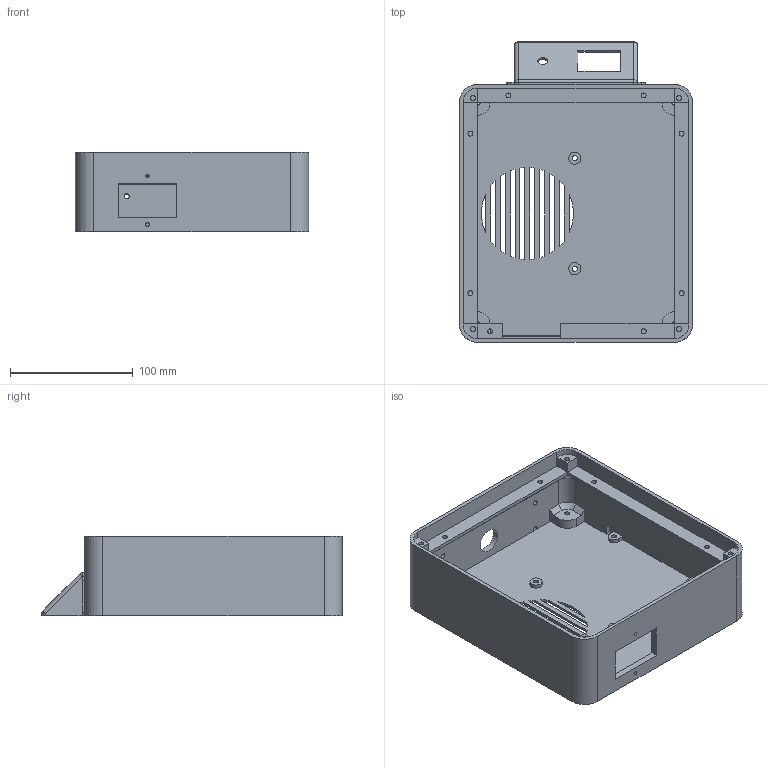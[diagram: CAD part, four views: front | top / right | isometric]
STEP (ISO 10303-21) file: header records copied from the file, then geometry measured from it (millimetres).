
FILE_DESCRIPTION(/* description */ (''),/* implementation_level */ '2;1');
FILE_NAME(/* name */ 'Solder Reflow Hot Plate Base.step',/* time_stamp */ '2023-03-03T15:32:12-07:00',/* author */ (''),/* organization */ (''),/* preprocessor_version */ 'ST-DEVELOPER v19.2',/* originating_system */ 'Autodesk Translation Framework v11.17.0.187',/* authorisation */ '');
FILE_SCHEMA (('AUTOMOTIVE_DESIGN { 1 0 10303 214 3 1 1 }'));
Length unit declared in the file: millimetre
Products named in the file (2): Solder Reflow Hot Plate Base; Solder Reflow Hot Plate Base_1
Assembly tree (1 placements, depth 2):
  Solder Reflow Hot Plate Base
    Solder Reflow Hot Plate Base_1
Bounding box: 190 x 245 x 65 mm (x, y, z)
Volume: 359329.5 mm3; surface area: 203008.1 mm2
Topology: 3 solids, 3 shells, 275 faces, 726 edges, 464 vertices
Faces by surface type: plane 157, cylinder 102, cone 8, sphere 8
Full cylindrical faces by diameter (mm): 2.8 x2, 3.8 x8, 4.1 x24, 8 x1, 10 x2, 20 x1
Entity records: 8691 total; most frequent: DIRECTION 1498, CARTESIAN_POINT 1468, ORIENTED_EDGE 1452, EDGE_CURVE 726, LINE 510, VECTOR 510, AXIS2_PLACEMENT_3D 494, VERTEX_POINT 464
